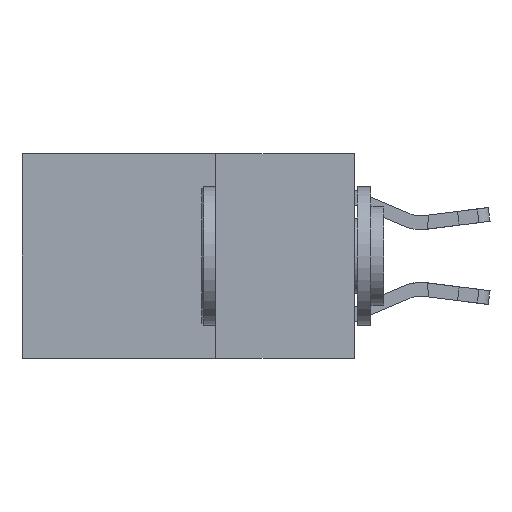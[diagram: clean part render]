
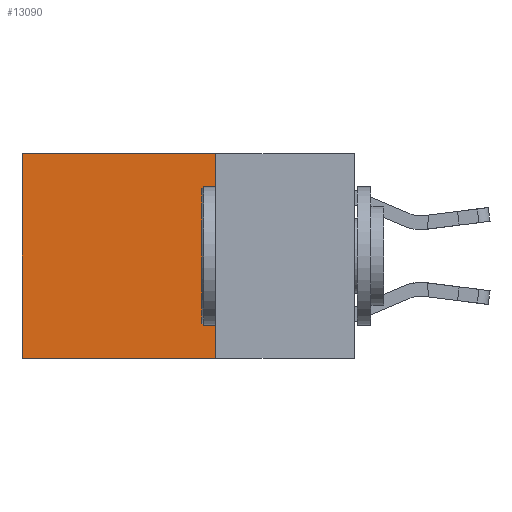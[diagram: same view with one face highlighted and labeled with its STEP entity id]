
A CAD part, left-side view. The second image highlights one B-rep face of the part: STEP entity #13090.
In plain terms, the highlighted planar face has unit normal (-1, 0, 0).
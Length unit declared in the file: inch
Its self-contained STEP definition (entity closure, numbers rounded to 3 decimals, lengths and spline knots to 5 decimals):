
#1354 = CARTESIAN_POINT ( 'NONE',  ( 0.2625, 0.6, 0. ) ) ;
#1452 = CARTESIAN_POINT ( 'NONE',  ( 0.2625, 0.25, 0. ) ) ;
#1946 = VERTEX_POINT ( 'NONE', #1452 ) ;
#2490 = VECTOR ( 'NONE', #25179, 39.37008 ) ;
#2553 = CARTESIAN_POINT ( 'NONE',  ( 0.2625, 0.25, -0.37 ) ) ;
#2773 = LINE ( 'NONE', #23051, #2490 ) ;
#3344 = EDGE_CURVE ( 'NONE', #1946, #22548, #22825, .T. ) ;
#3677 = VECTOR ( 'NONE', #19738, 39.37008 ) ;
#4832 = LINE ( 'NONE', #2553, #10712 ) ;
#4904 = FACE_OUTER_BOUND ( 'NONE', #11458, .T. ) ;
#5345 = EDGE_CURVE ( 'NONE', #24194, #12472, #15621, .T. ) ;
#6708 = CARTESIAN_POINT ( 'NONE',  ( 0.2625, 0.25, 0. ) ) ;
#6783 = DIRECTION ( 'NONE',  ( 0., 0., -1. ) ) ;
#10174 = CARTESIAN_POINT ( 'NONE',  ( 0.2625, 0.6, -0.37 ) ) ;
#10712 = VECTOR ( 'NONE', #23201, 39.37008 ) ;
#11458 = EDGE_LOOP ( 'NONE', ( #23147, #17519, #23527, #16508 ) ) ;
#12472 = VERTEX_POINT ( 'NONE', #10174 ) ;
#13090 = ADVANCED_FACE ( 'NONE', ( #4904 ), #21138, .F. ) ;
#15621 = LINE ( 'NONE', #1354, #3677 ) ;
#16508 = ORIENTED_EDGE ( 'NONE', *, *, #20317, .T. ) ;
#16674 = CARTESIAN_POINT ( 'NONE',  ( 0.2625, 0.25, 0. ) ) ;
#16803 = DIRECTION ( 'NONE',  ( 1., 0., 0. ) ) ;
#17519 = ORIENTED_EDGE ( 'NONE', *, *, #23125, .F. ) ;
#18139 = VECTOR ( 'NONE', #18991, 39.37008 ) ;
#18991 = DIRECTION ( 'NONE',  ( 0., 0., -1. ) ) ;
#19738 = DIRECTION ( 'NONE',  ( 0., 0., -1. ) ) ;
#20317 = EDGE_CURVE ( 'NONE', #1946, #24194, #2773, .T. ) ;
#20546 = AXIS2_PLACEMENT_3D ( 'NONE', #16674, #16803, #6783 ) ;
#21138 = PLANE ( 'NONE',  #20546 ) ;
#21748 = CARTESIAN_POINT ( 'NONE',  ( 0.2625, 0.6, 0. ) ) ;
#22548 = VERTEX_POINT ( 'NONE', #22722 ) ;
#22722 = CARTESIAN_POINT ( 'NONE',  ( 0.2625, 0.25, -0.37 ) ) ;
#22825 = LINE ( 'NONE', #6708, #18139 ) ;
#23051 = CARTESIAN_POINT ( 'NONE',  ( 0.2625, 0.25, 0. ) ) ;
#23125 = EDGE_CURVE ( 'NONE', #22548, #12472, #4832, .T. ) ;
#23147 = ORIENTED_EDGE ( 'NONE', *, *, #5345, .T. ) ;
#23201 = DIRECTION ( 'NONE',  ( 0., 1., 0. ) ) ;
#23527 = ORIENTED_EDGE ( 'NONE', *, *, #3344, .F. ) ;
#24194 = VERTEX_POINT ( 'NONE', #21748 ) ;
#25179 = DIRECTION ( 'NONE',  ( 0., 1., 0. ) ) ;
